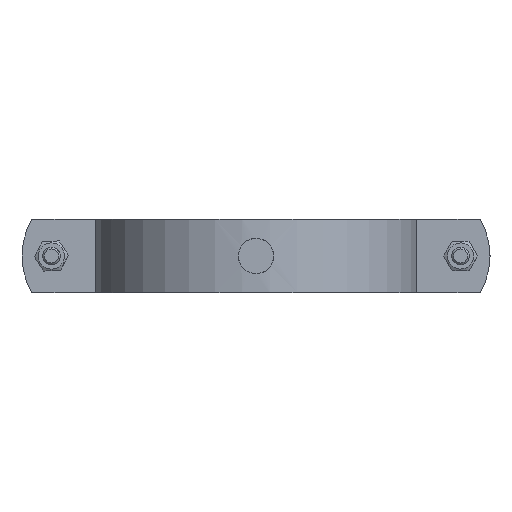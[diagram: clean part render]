
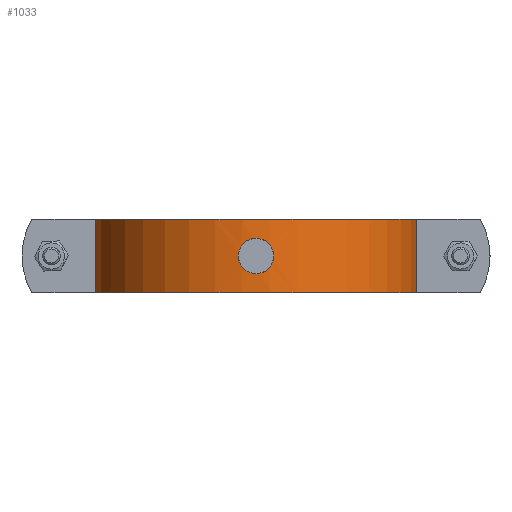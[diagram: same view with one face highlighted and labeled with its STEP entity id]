
A CAD part, front view. The second image highlights one B-rep face of the part: STEP entity #1033.
In plain terms, the highlighted cylindrical face has radius 55 mm (diameter 110 mm), a partial arc.
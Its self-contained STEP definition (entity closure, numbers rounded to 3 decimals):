
#588=CARTESIAN_POINT('',(6.,54.672,0.));
#589=VERTEX_POINT('',#588);
#590=CARTESIAN_POINT('',(6.,54.672,0.));
#591=CARTESIAN_POINT('',(6.,54.672,0.637));
#592=CARTESIAN_POINT('',(5.894,54.684,1.311));
#593=CARTESIAN_POINT('',(5.674,54.706,1.949));
#594=CARTESIAN_POINT('',(5.521,54.722,2.395));
#595=CARTESIAN_POINT('',(5.314,54.743,2.825));
#596=CARTESIAN_POINT('',(5.063,54.766,3.219));
#597=CARTESIAN_POINT('',(4.877,54.784,3.513));
#598=CARTESIAN_POINT('',(4.666,54.802,3.787));
#599=CARTESIAN_POINT('',(4.44,54.821,4.036));
#600=CARTESIAN_POINT('',(4.265,54.835,4.228));
#601=CARTESIAN_POINT('',(4.082,54.849,4.405));
#602=CARTESIAN_POINT('',(3.883,54.863,4.574));
#603=CARTESIAN_POINT('',(3.376,54.899,5.005));
#604=CARTESIAN_POINT('',(2.773,54.934,5.365));
#605=CARTESIAN_POINT('',(2.128,54.959,5.61));
#606=CARTESIAN_POINT('',(1.623,54.978,5.801));
#607=CARTESIAN_POINT('',(1.093,54.992,5.923));
#608=CARTESIAN_POINT('',(0.571,54.997,5.973));
#609=CARTESIAN_POINT('',(0.203,55.001,6.008));
#610=CARTESIAN_POINT('',(-0.154,55.001,6.009));
#611=CARTESIAN_POINT('',(-0.522,54.998,5.977));
#612=CARTESIAN_POINT('',(-1.18,54.991,5.92));
#613=CARTESIAN_POINT('',(-1.854,54.972,5.747));
#614=CARTESIAN_POINT('',(-2.475,54.944,5.466));
#615=CARTESIAN_POINT('',(-3.086,54.917,5.189));
#616=CARTESIAN_POINT('',(-3.647,54.881,4.807));
#617=CARTESIAN_POINT('',(-4.111,54.846,4.37));
#618=CARTESIAN_POINT('',(-4.27,54.834,4.22));
#619=CARTESIAN_POINT('',(-4.42,54.822,4.064));
#620=CARTESIAN_POINT('',(-4.564,54.81,3.895));
#621=CARTESIAN_POINT('',(-4.993,54.775,3.393));
#622=CARTESIAN_POINT('',(-5.353,54.739,2.796));
#623=CARTESIAN_POINT('',(-5.599,54.714,2.156));
#624=CARTESIAN_POINT('',(-5.789,54.695,1.663));
#625=CARTESIAN_POINT('',(-5.912,54.681,1.144));
#626=CARTESIAN_POINT('',(-5.967,54.675,0.632));
#627=CARTESIAN_POINT('',(-5.991,54.673,0.402));
#628=CARTESIAN_POINT('',(-6.002,54.672,0.174));
#629=CARTESIAN_POINT('',(-6.,54.672,-0.052));
#630=CARTESIAN_POINT('',(-5.994,54.672,-0.691));
#631=CARTESIAN_POINT('',(-5.882,54.685,-1.365));
#632=CARTESIAN_POINT('',(-5.656,54.708,-2.002));
#633=CARTESIAN_POINT('',(-5.428,54.732,-2.646));
#634=CARTESIAN_POINT('',(-5.086,54.766,-3.252));
#635=CARTESIAN_POINT('',(-4.669,54.801,-3.768));
#636=CARTESIAN_POINT('',(-4.513,54.815,-3.962));
#637=CARTESIAN_POINT('',(-4.348,54.828,-4.142));
#638=CARTESIAN_POINT('',(-4.173,54.841,-4.311));
#639=CARTESIAN_POINT('',(-3.708,54.877,-4.761));
#640=CARTESIAN_POINT('',(-3.141,54.914,-5.158));
#641=CARTESIAN_POINT('',(-2.52,54.942,-5.445));
#642=CARTESIAN_POINT('',(-2.031,54.965,-5.671));
#643=CARTESIAN_POINT('',(-1.509,54.982,-5.831));
#644=CARTESIAN_POINT('',(-0.986,54.991,-5.918));
#645=CARTESIAN_POINT('',(-0.708,54.996,-5.965));
#646=CARTESIAN_POINT('',(-0.429,54.999,-5.991));
#647=CARTESIAN_POINT('',(-0.157,55.,-5.998));
#648=CARTESIAN_POINT('',(0.064,55.,-6.004));
#649=CARTESIAN_POINT('',(0.282,55.,-5.998));
#650=CARTESIAN_POINT('',(0.506,54.998,-5.979));
#651=CARTESIAN_POINT('',(1.16,54.992,-5.923));
#652=CARTESIAN_POINT('',(1.831,54.973,-5.754));
#653=CARTESIAN_POINT('',(2.451,54.945,-5.476));
#654=CARTESIAN_POINT('',(2.835,54.928,-5.305));
#655=CARTESIAN_POINT('',(3.2,54.908,-5.092));
#656=CARTESIAN_POINT('',(3.534,54.886,-4.849));
#657=CARTESIAN_POINT('',(3.776,54.871,-4.673));
#658=CARTESIAN_POINT('',(4.001,54.855,-4.48));
#659=CARTESIAN_POINT('',(4.207,54.839,-4.278));
#660=CARTESIAN_POINT('',(4.386,54.825,-4.102));
#661=CARTESIAN_POINT('',(4.557,54.811,-3.912));
#662=CARTESIAN_POINT('',(4.717,54.797,-3.708));
#663=CARTESIAN_POINT('',(5.128,54.762,-3.185));
#664=CARTESIAN_POINT('',(5.463,54.729,-2.574));
#665=CARTESIAN_POINT('',(5.682,54.706,-1.928));
#666=CARTESIAN_POINT('',(5.896,54.683,-1.296));
#667=CARTESIAN_POINT('',(6.0,54.672,-0.63));
#668=CARTESIAN_POINT('',(6.0,54.672,0.));
#669=B_SPLINE_CURVE_WITH_KNOTS('',3,(#590,#591,#592,#593,#594,#595,#596,#597,#598,#599,#600,#601,#602,#603,#604,#605,#606,#607,#608,#609,#610,#611,#612,#613,#614,#615,#616,#617,#618,#619,#620,#621,#622,#623,#624,#625,#626,#627,#628,#629,#630,#631,#632,#633,#634,#635,#636,#637,#638,#639,#640,#641,#642,#643,#644,#645,#646,#647,#648,#649,#650,#651,#652,#653,#654,#655,#656,#657,#658,#659,#660,#661,#662,#663,#664,#665,#666,#667,#668),.UNSPECIFIED.,.T.,.U.,(4,3,3,3,3,3,3,3,3,3,3,3,3,3,3,3,3,3,3,3,3,3,3,3,3,3,4),(0.0,0.191,0.325,0.424,0.501,0.696,0.848,0.956,1.149,1.339,1.404,1.598,1.747,1.815,2.006,2.199,2.272,2.465,2.618,2.699,2.764,2.957,3.075,3.162,3.237,3.43,3.619),.UNSPECIFIED.);
#670=EDGE_CURVE('',#589,#589,#669,.T.);
#851=CARTESIAN_POINT('',(54.615,6.5,12.5));
#852=VERTEX_POINT('',#851);
#859=CARTESIAN_POINT('',(-54.615,6.5,12.5));
#860=VERTEX_POINT('',#859);
#861=CARTESIAN_POINT('',(0.0,0.0,12.5));
#862=DIRECTION('',(0.0,0.0,-1.0));
#863=DIRECTION('',(-0.993,-0.118,0.0));
#864=AXIS2_PLACEMENT_3D('',#861,#862,#863);
#865=CIRCLE('',#864,55.0);
#866=EDGE_CURVE('',#860,#852,#865,.T.);
#906=CARTESIAN_POINT('',(54.615,6.5,-12.5));
#907=VERTEX_POINT('',#906);
#914=CARTESIAN_POINT('',(54.615,6.5,12.5));
#915=DIRECTION('',(0.0,0.0,-1.0));
#916=VECTOR('',#915,25.0);
#917=LINE('',#914,#916);
#918=EDGE_CURVE('',#852,#907,#917,.T.);
#995=CARTESIAN_POINT('',(-54.615,6.5,-12.5));
#996=VERTEX_POINT('',#995);
#1003=CARTESIAN_POINT('',(0.0,0.0,-12.5));
#1004=DIRECTION('',(0.0,0.0,1.0));
#1005=DIRECTION('',(-0.993,-0.118,0.0));
#1006=AXIS2_PLACEMENT_3D('',#1003,#1004,#1005);
#1007=CIRCLE('',#1006,55.0);
#1008=EDGE_CURVE('',#907,#996,#1007,.T.);
#1014=CARTESIAN_POINT('',(0.0,0.0,0.0));
#1015=DIRECTION('',(0.0,0.0,1.0));
#1016=DIRECTION('',(-0.993,-0.118,0.0));
#1017=AXIS2_PLACEMENT_3D('',#1014,#1015,#1016);
#1018=CYLINDRICAL_SURFACE('',#1017,55.0);
#1019=ORIENTED_EDGE('',*,*,#866,.T.);
#1020=ORIENTED_EDGE('',*,*,#918,.T.);
#1021=ORIENTED_EDGE('',*,*,#1008,.T.);
#1022=CARTESIAN_POINT('',(-54.615,6.5,12.5));
#1023=DIRECTION('',(0.0,0.0,-1.0));
#1024=VECTOR('',#1023,25.0);
#1025=LINE('',#1022,#1024);
#1026=EDGE_CURVE('',#860,#996,#1025,.T.);
#1027=ORIENTED_EDGE('',*,*,#1026,.F.);
#1028=EDGE_LOOP('',(#1019,#1020,#1021,#1027));
#1029=FACE_OUTER_BOUND('',#1028,.T.);
#1030=ORIENTED_EDGE('',*,*,#670,.T.);
#1031=EDGE_LOOP('',(#1030));
#1032=FACE_BOUND('',#1031,.T.);
#1033=ADVANCED_FACE('',(#1029,#1032),#1018,.T.);
